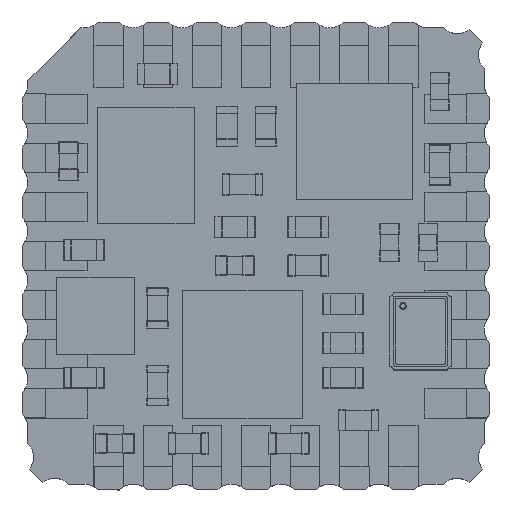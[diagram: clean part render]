
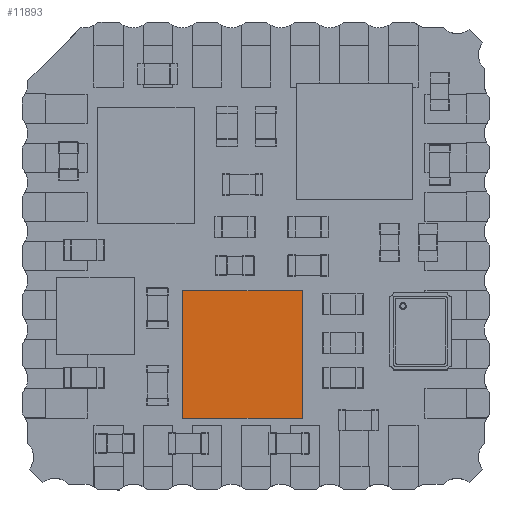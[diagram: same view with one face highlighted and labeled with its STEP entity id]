
A CAD part, top view. The second image highlights one B-rep face of the part: STEP entity #11893.
In plain terms, the highlighted planar face has unit normal (0, 0, 1).
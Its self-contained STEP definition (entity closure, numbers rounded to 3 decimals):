
#4758 = LINE ( 'NONE', #10429, #9251 ) ;
#7052 = CARTESIAN_POINT ( 'NONE',  ( -1.55, -1.65, 0.6 ) ) ;
#7063 = CARTESIAN_POINT ( 'NONE',  ( 1.55, -1.65, 0.6 ) ) ;
#7073 = CARTESIAN_POINT ( 'NONE',  ( 1.55, 1.65, 0.6 ) ) ;
#7091 = CARTESIAN_POINT ( 'NONE',  ( -1.55, 1.65, 0.6 ) ) ;
#9224 = VECTOR ( 'NONE', #10477, 1000. ) ;
#9231 = VECTOR ( 'NONE', #10473, 1000. ) ;
#9244 = VECTOR ( 'NONE', #9462, 1000. ) ;
#9251 = VECTOR ( 'NONE', #10436, 1000. ) ;
#9462 = DIRECTION ( 'NONE',  ( 0., 1., 0. ) ) ;
#9480 = LINE ( 'NONE', #9494, #9244 ) ;
#9494 = CARTESIAN_POINT ( 'NONE',  ( -1.55, -1.65, 0.6 ) ) ;
#10429 = CARTESIAN_POINT ( 'NONE',  ( -1.55, 1.65, 0.6 ) ) ;
#10433 = LINE ( 'NONE', #10444, #9224 ) ;
#10436 = DIRECTION ( 'NONE',  ( 1., 0., 0. ) ) ;
#10444 = CARTESIAN_POINT ( 'NONE',  ( 1.55, -1.65, 0.6 ) ) ;
#10471 = LINE ( 'NONE', #10484, #9231 ) ;
#10473 = DIRECTION ( 'NONE',  ( 0., -1., 0. ) ) ;
#10477 = DIRECTION ( 'NONE',  ( -1., 0., 0. ) ) ;
#10484 = CARTESIAN_POINT ( 'NONE',  ( 1.55, 1.65, 0.6 ) ) ;
#11893 = ADVANCED_FACE ( 'NONE', ( #20732 ), #20767, .T. ) ;
#14309 = VERTEX_POINT ( 'NONE', #7091 ) ;
#14319 = VERTEX_POINT ( 'NONE', #7063 ) ;
#14334 = VERTEX_POINT ( 'NONE', #7052 ) ;
#14349 = VERTEX_POINT ( 'NONE', #7073 ) ;
#14509 = EDGE_LOOP ( 'NONE', ( #15454, #15489, #15540, #15469 ) ) ;
#15454 = ORIENTED_EDGE ( 'NONE', *, *, #16065, .F. ) ;
#15469 = ORIENTED_EDGE ( 'NONE', *, *, #16027, .F. ) ;
#15489 = ORIENTED_EDGE ( 'NONE', *, *, #16039, .F. ) ;
#15540 = ORIENTED_EDGE ( 'NONE', *, *, #16049, .F. ) ;
#16027 = EDGE_CURVE ( 'NONE', #14309, #14349, #4758, .T. ) ;
#16039 = EDGE_CURVE ( 'NONE', #14319, #14334, #10433, .T. ) ;
#16049 = EDGE_CURVE ( 'NONE', #14349, #14319, #10471, .T. ) ;
#16065 = EDGE_CURVE ( 'NONE', #14334, #14309, #9480, .T. ) ;
#20731 = DIRECTION ( 'NONE',  ( 1., 0., 0. ) ) ;
#20732 = FACE_OUTER_BOUND ( 'NONE', #14509, .T. ) ;
#20749 = DIRECTION ( 'NONE',  ( 0., 0., 1. ) ) ;
#20767 = PLANE ( 'NONE',  #21333 ) ;
#20769 = CARTESIAN_POINT ( 'NONE',  ( -1.55, 1.65, 0.6 ) ) ;
#21333 = AXIS2_PLACEMENT_3D ( 'NONE', #20769, #20749, #20731 ) ;
